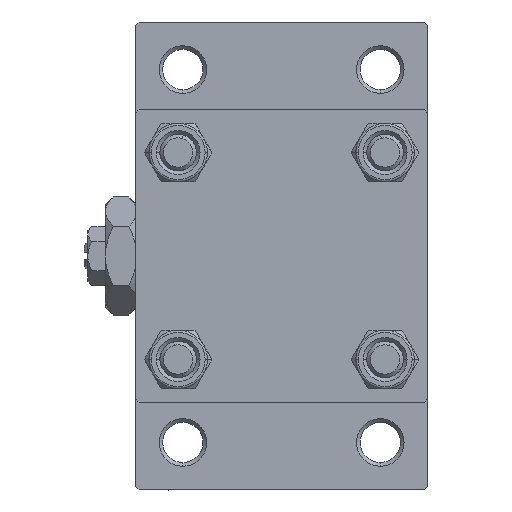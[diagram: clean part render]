
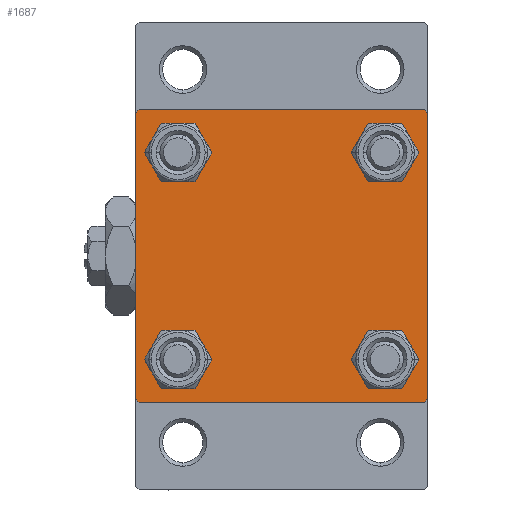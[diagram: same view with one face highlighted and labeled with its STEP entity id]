
A CAD part, left-side view. The second image highlights one B-rep face of the part: STEP entity #1687.
In plain terms, the highlighted planar face has unit normal (-1, 0, 0).
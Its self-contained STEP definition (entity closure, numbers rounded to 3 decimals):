
#59 = ORIENTED_EDGE ( 'NONE', *, *, #21618, .T. ) ;
#738 = LINE ( 'NONE', #27948, #1508 ) ;
#927 = DIRECTION ( 'NONE',  ( 0., -1., 0. ) ) ;
#1048 = CARTESIAN_POINT ( 'NONE',  ( 0., -14.15, -14.15 ) ) ;
#1445 = VECTOR ( 'NONE', #29283, 1000. ) ;
#1449 = VERTEX_POINT ( 'NONE', #24153 ) ;
#1508 = VECTOR ( 'NONE', #46811, 1000. ) ;
#1556 = DIRECTION ( 'NONE',  ( -1., 0., 0. ) ) ;
#1687 = ADVANCED_FACE ( 'NONE', ( #19883, #12714, #34999, #39225, #35257 ), #9493, .T. ) ;
#2378 = DIRECTION ( 'NONE',  ( 0., 0., 1. ) ) ;
#2489 = DIRECTION ( 'NONE',  ( 0., -0.707, 0.707 ) ) ;
#2640 = AXIS2_PLACEMENT_3D ( 'NONE', #19630, #18903, #22371 ) ;
#3131 = LINE ( 'NONE', #18234, #37779 ) ;
#3455 = LINE ( 'NONE', #29969, #18900 ) ;
#4980 = ORIENTED_EDGE ( 'NONE', *, *, #41204, .T. ) ;
#5509 = DIRECTION ( 'NONE',  ( 0., 0., 1. ) ) ;
#5735 = CIRCLE ( 'NONE', #26277, 3. ) ;
#5950 = EDGE_CURVE ( 'NONE', #1449, #30869, #15796, .T. ) ;
#6006 = CIRCLE ( 'NONE', #33698, 3. ) ;
#6172 = CARTESIAN_POINT ( 'NONE',  ( 0., 14.15, -17.15 ) ) ;
#6364 = CIRCLE ( 'NONE', #9509, 3. ) ;
#7867 = CARTESIAN_POINT ( 'NONE',  ( 0., 14.15, -14.15 ) ) ;
#7894 = CARTESIAN_POINT ( 'NONE',  ( 0., 20., 20. ) ) ;
#7964 = EDGE_CURVE ( 'NONE', #21152, #26457, #32043, .T. ) ;
#9442 = AXIS2_PLACEMENT_3D ( 'NONE', #13922, #42730, #40183 ) ;
#9493 = PLANE ( 'NONE',  #14549 ) ;
#9509 = AXIS2_PLACEMENT_3D ( 'NONE', #21198, #10072, #2378 ) ;
#9836 = EDGE_CURVE ( 'NONE', #38056, #10858, #6006, .T. ) ;
#10072 = DIRECTION ( 'NONE',  ( 1., 0., 0. ) ) ;
#10233 = CIRCLE ( 'NONE', #9442, 3. ) ;
#10568 = ORIENTED_EDGE ( 'NONE', *, *, #16158, .T. ) ;
#10645 = CARTESIAN_POINT ( 'NONE',  ( 0., 19.75, -19.75 ) ) ;
#10731 = ORIENTED_EDGE ( 'NONE', *, *, #26760, .T. ) ;
#10858 = VERTEX_POINT ( 'NONE', #24756 ) ;
#12714 = FACE_BOUND ( 'NONE', #25057, .T. ) ;
#13079 = CARTESIAN_POINT ( 'NONE',  ( 0., 20., 20. ) ) ;
#13465 = EDGE_CURVE ( 'NONE', #40974, #27075, #35430, .T. ) ;
#13922 = CARTESIAN_POINT ( 'NONE',  ( 0., -14.15, 14.15 ) ) ;
#14185 = CARTESIAN_POINT ( 'NONE',  ( 0., 20., -20. ) ) ;
#14374 = EDGE_LOOP ( 'NONE', ( #48946, #33275, #10568, #18219, #18212, #4980, #23967, #26471 ) ) ;
#14549 = AXIS2_PLACEMENT_3D ( 'NONE', #46424, #1556, #5509 ) ;
#14666 = CARTESIAN_POINT ( 'NONE',  ( 0., -14.15, 11.15 ) ) ;
#14730 = CARTESIAN_POINT ( 'NONE',  ( 0., 20., -19.5 ) ) ;
#14972 = EDGE_CURVE ( 'NONE', #40917, #42608, #10233, .T. ) ;
#15226 = EDGE_CURVE ( 'NONE', #29707, #43610, #738, .T. ) ;
#15656 = EDGE_LOOP ( 'NONE', ( #38161, #10731 ) ) ;
#15796 = LINE ( 'NONE', #13079, #47118 ) ;
#16158 = EDGE_CURVE ( 'NONE', #24683, #18859, #44644, .T. ) ;
#16575 = EDGE_CURVE ( 'NONE', #17198, #24683, #44585, .T. ) ;
#17106 = CARTESIAN_POINT ( 'NONE',  ( 0., -19.75, -19.75 ) ) ;
#17198 = VERTEX_POINT ( 'NONE', #14730 ) ;
#17252 = VECTOR ( 'NONE', #25735, 1000. ) ;
#17548 = CARTESIAN_POINT ( 'NONE',  ( 0., 14.15, -14.15 ) ) ;
#17927 = CARTESIAN_POINT ( 'NONE',  ( 0., -14.15, 14.15 ) ) ;
#18068 = CARTESIAN_POINT ( 'NONE',  ( 0., -19.5, 20. ) ) ;
#18185 = ORIENTED_EDGE ( 'NONE', *, *, #21282, .T. ) ;
#18212 = ORIENTED_EDGE ( 'NONE', *, *, #15226, .F. ) ;
#18219 = ORIENTED_EDGE ( 'NONE', *, *, #18472, .T. ) ;
#18234 = CARTESIAN_POINT ( 'NONE',  ( 0., -19.75, 19.75 ) ) ;
#18472 = EDGE_CURVE ( 'NONE', #18859, #43610, #48094, .T. ) ;
#18645 = EDGE_CURVE ( 'NONE', #1449, #40095, #3455, .T. ) ;
#18859 = VERTEX_POINT ( 'NONE', #20745 ) ;
#18900 = VECTOR ( 'NONE', #48810, 1000. ) ;
#18903 = DIRECTION ( 'NONE',  ( 1., 0., 0. ) ) ;
#18995 = DIRECTION ( 'NONE',  ( 0., 0., 1. ) ) ;
#19045 = DIRECTION ( 'NONE',  ( 0., 0., 1. ) ) ;
#19365 = AXIS2_PLACEMENT_3D ( 'NONE', #45094, #33436, #19045 ) ;
#19630 = CARTESIAN_POINT ( 'NONE',  ( 0., -14.15, -14.15 ) ) ;
#19883 = FACE_BOUND ( 'NONE', #15656, .T. ) ;
#20270 = DIRECTION ( 'NONE',  ( 1., 0., 0. ) ) ;
#20745 = CARTESIAN_POINT ( 'NONE',  ( 0., -19.5, -20. ) ) ;
#21152 = VERTEX_POINT ( 'NONE', #35444 ) ;
#21177 = AXIS2_PLACEMENT_3D ( 'NONE', #17548, #20270, #48043 ) ;
#21198 = CARTESIAN_POINT ( 'NONE',  ( 0., 14.15, 14.15 ) ) ;
#21282 = EDGE_CURVE ( 'NONE', #27075, #40974, #33273, .T. ) ;
#21618 = EDGE_CURVE ( 'NONE', #26457, #21152, #6364, .T. ) ;
#22371 = DIRECTION ( 'NONE',  ( 0., 0., 1. ) ) ;
#23967 = ORIENTED_EDGE ( 'NONE', *, *, #5950, .F. ) ;
#24153 = CARTESIAN_POINT ( 'NONE',  ( 0., 19.5, 20. ) ) ;
#24683 = VERTEX_POINT ( 'NONE', #25378 ) ;
#24756 = CARTESIAN_POINT ( 'NONE',  ( 0., -14.15, -17.15 ) ) ;
#25057 = EDGE_LOOP ( 'NONE', ( #47776, #40678 ) ) ;
#25136 = CARTESIAN_POINT ( 'NONE',  ( 0., -14.15, -11.15 ) ) ;
#25378 = CARTESIAN_POINT ( 'NONE',  ( 0., 19.5, -20. ) ) ;
#25735 = DIRECTION ( 'NONE',  ( 0., -0.707, -0.707 ) ) ;
#26277 = AXIS2_PLACEMENT_3D ( 'NONE', #17927, #40480, #36501 ) ;
#26457 = VERTEX_POINT ( 'NONE', #31918 ) ;
#26471 = ORIENTED_EDGE ( 'NONE', *, *, #18645, .T. ) ;
#26627 = EDGE_LOOP ( 'NONE', ( #28308, #59 ) ) ;
#26760 = EDGE_CURVE ( 'NONE', #42608, #40917, #5735, .T. ) ;
#27075 = VERTEX_POINT ( 'NONE', #6172 ) ;
#27546 = DIRECTION ( 'NONE',  ( 0., 0., 1. ) ) ;
#27584 = VECTOR ( 'NONE', #2489, 1000. ) ;
#27948 = CARTESIAN_POINT ( 'NONE',  ( 0., -20., 20. ) ) ;
#28308 = ORIENTED_EDGE ( 'NONE', *, *, #7964, .T. ) ;
#28799 = EDGE_CURVE ( 'NONE', #10858, #38056, #29441, .T. ) ;
#29283 = DIRECTION ( 'NONE',  ( 0., -1., 0. ) ) ;
#29441 = CIRCLE ( 'NONE', #2640, 3. ) ;
#29707 = VERTEX_POINT ( 'NONE', #48012 ) ;
#29969 = CARTESIAN_POINT ( 'NONE',  ( 0., 19.75, 19.75 ) ) ;
#30423 = DIRECTION ( 'NONE',  ( 0., 0., -1. ) ) ;
#30869 = VERTEX_POINT ( 'NONE', #18068 ) ;
#31669 = AXIS2_PLACEMENT_3D ( 'NONE', #7867, #45038, #18995 ) ;
#31918 = CARTESIAN_POINT ( 'NONE',  ( 0., 14.15, 11.15 ) ) ;
#32043 = CIRCLE ( 'NONE', #19365, 3. ) ;
#33166 = CARTESIAN_POINT ( 'NONE',  ( 0., 14.15, -11.15 ) ) ;
#33273 = CIRCLE ( 'NONE', #31669, 3. ) ;
#33275 = ORIENTED_EDGE ( 'NONE', *, *, #16575, .T. ) ;
#33346 = DIRECTION ( 'NONE',  ( 0., 0.707, 0.707 ) ) ;
#33393 = CARTESIAN_POINT ( 'NONE',  ( 0., -14.15, 17.15 ) ) ;
#33436 = DIRECTION ( 'NONE',  ( 1., 0., 0. ) ) ;
#33698 = AXIS2_PLACEMENT_3D ( 'NONE', #1048, #35721, #27546 ) ;
#33758 = CARTESIAN_POINT ( 'NONE',  ( 0., 20., 19.5 ) ) ;
#33763 = EDGE_LOOP ( 'NONE', ( #41558, #18185 ) ) ;
#34999 = FACE_BOUND ( 'NONE', #33763, .T. ) ;
#35257 = FACE_OUTER_BOUND ( 'NONE', #14374, .T. ) ;
#35430 = CIRCLE ( 'NONE', #21177, 3. ) ;
#35444 = CARTESIAN_POINT ( 'NONE',  ( 0., 14.15, 17.15 ) ) ;
#35721 = DIRECTION ( 'NONE',  ( 1., 0., 0. ) ) ;
#36501 = DIRECTION ( 'NONE',  ( 0., 0., 1. ) ) ;
#37573 = VECTOR ( 'NONE', #30423, 1000. ) ;
#37779 = VECTOR ( 'NONE', #33346, 1000. ) ;
#38056 = VERTEX_POINT ( 'NONE', #25136 ) ;
#38161 = ORIENTED_EDGE ( 'NONE', *, *, #14972, .T. ) ;
#39225 = FACE_BOUND ( 'NONE', #26627, .T. ) ;
#40095 = VERTEX_POINT ( 'NONE', #33758 ) ;
#40183 = DIRECTION ( 'NONE',  ( 0., 0., 1. ) ) ;
#40480 = DIRECTION ( 'NONE',  ( 1., 0., 0. ) ) ;
#40678 = ORIENTED_EDGE ( 'NONE', *, *, #28799, .T. ) ;
#40917 = VERTEX_POINT ( 'NONE', #33393 ) ;
#40974 = VERTEX_POINT ( 'NONE', #33166 ) ;
#41204 = EDGE_CURVE ( 'NONE', #29707, #30869, #3131, .T. ) ;
#41558 = ORIENTED_EDGE ( 'NONE', *, *, #13465, .T. ) ;
#42608 = VERTEX_POINT ( 'NONE', #14666 ) ;
#42730 = DIRECTION ( 'NONE',  ( 1., 0., 0. ) ) ;
#43610 = VERTEX_POINT ( 'NONE', #48518 ) ;
#44585 = LINE ( 'NONE', #10645, #17252 ) ;
#44644 = LINE ( 'NONE', #14185, #1445 ) ;
#45038 = DIRECTION ( 'NONE',  ( 1., 0., 0. ) ) ;
#45071 = LINE ( 'NONE', #7894, #37573 ) ;
#45094 = CARTESIAN_POINT ( 'NONE',  ( 0., 14.15, 14.15 ) ) ;
#45485 = EDGE_CURVE ( 'NONE', #40095, #17198, #45071, .T. ) ;
#46424 = CARTESIAN_POINT ( 'NONE',  ( 0., 0., 0. ) ) ;
#46811 = DIRECTION ( 'NONE',  ( 0., 0., -1. ) ) ;
#47118 = VECTOR ( 'NONE', #927, 1000. ) ;
#47776 = ORIENTED_EDGE ( 'NONE', *, *, #9836, .T. ) ;
#48012 = CARTESIAN_POINT ( 'NONE',  ( 0., -20., 19.5 ) ) ;
#48043 = DIRECTION ( 'NONE',  ( 0., 0., 1. ) ) ;
#48094 = LINE ( 'NONE', #17106, #27584 ) ;
#48518 = CARTESIAN_POINT ( 'NONE',  ( 0., -20., -19.5 ) ) ;
#48810 = DIRECTION ( 'NONE',  ( 0., 0.707, -0.707 ) ) ;
#48946 = ORIENTED_EDGE ( 'NONE', *, *, #45485, .T. ) ;
